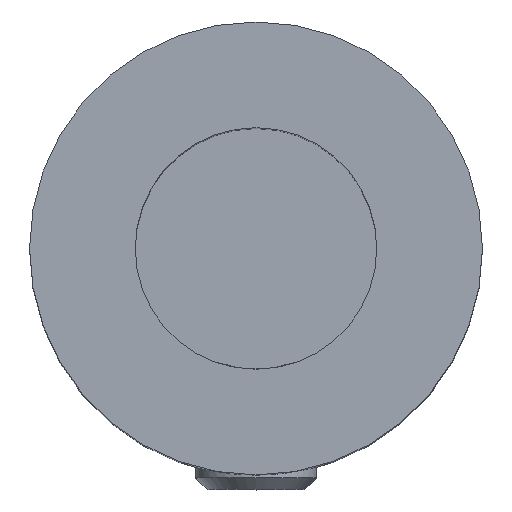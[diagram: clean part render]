
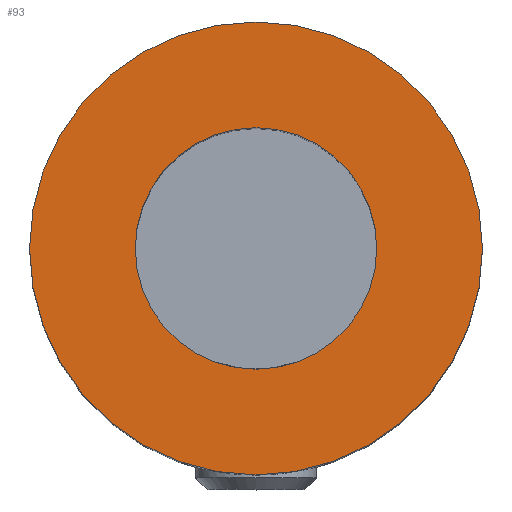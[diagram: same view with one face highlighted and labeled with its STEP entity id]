
A CAD part, top view. The second image highlights one B-rep face of the part: STEP entity #93.
In plain terms, the highlighted planar face has unit normal (0, 0, 1).
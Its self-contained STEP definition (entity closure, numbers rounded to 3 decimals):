
#63=PLANE('',#347);
#93=ADVANCED_FACE('',(#130,#131),#63,.T.);
#130=FACE_BOUND('',#171,.T.);
#131=FACE_BOUND('',#172,.T.);
#171=EDGE_LOOP('',(#229));
#172=EDGE_LOOP('',(#230));
#229=ORIENTED_EDGE('',*,*,#274,.F.);
#230=ORIENTED_EDGE('',*,*,#292,.T.);
#249=VERTEX_POINT('',#577);
#263=VERTEX_POINT('',#657);
#274=EDGE_CURVE('',#249,#249,#301,.T.);
#292=EDGE_CURVE('',#263,#263,#311,.T.);
#301=CIRCLE('',#321,15.);
#311=CIRCLE('',#343,8.);
#321=AXIS2_PLACEMENT_3D('',#576,#367,#368);
#343=AXIS2_PLACEMENT_3D('',#656,#415,#416);
#347=AXIS2_PLACEMENT_3D('',#661,#423,#424);
#367=DIRECTION('',(0.,0.,-1.));
#368=DIRECTION('',(-1.,0.,0.));
#415=DIRECTION('',(0.,0.,-1.));
#416=DIRECTION('',(1.,0.,0.));
#423=DIRECTION('',(0.,0.,1.));
#424=DIRECTION('',(1.,0.,0.));
#576=CARTESIAN_POINT('',(0.,0.,40.));
#577=CARTESIAN_POINT('',(-15.,0.,40.));
#656=CARTESIAN_POINT('',(0.,0.,40.));
#657=CARTESIAN_POINT('',(8.,0.,40.));
#661=CARTESIAN_POINT('',(0.,15.,40.));
